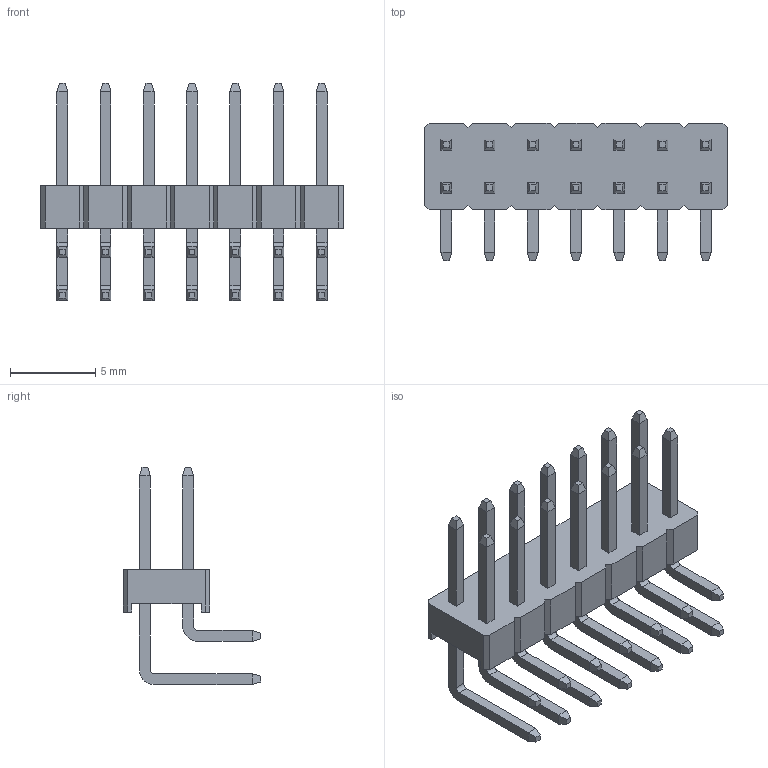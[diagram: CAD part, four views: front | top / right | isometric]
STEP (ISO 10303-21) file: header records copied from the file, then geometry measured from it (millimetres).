
FILE_DESCRIPTION (( 'STEP AP214' ), '1' );
FILE_NAME ('846699BD-0794-4B14-A3AD-45EDE1B465FD.STEP', '2023-03-09T21:59:50', ( '' ), ( '' ), 'SwSTEP 2.0', 'SolidWorks 2022', '' );
FILE_SCHEMA (( 'AUTOMOTIVE_DESIGN' ));
Length unit declared in the file: millimetre
Products named in the file (1): 846699BD-0794-4B14-A3AD-45EDE1B465FD
Bounding box: 17.78 x 8.08 x 12.76 mm (x, y, z)
Volume: 268 mm3; surface area: 814.7 mm2
Topology: 1 solids, 1 shells, 358 faces, 872 edges, 544 vertices
Faces by surface type: plane 330, cylinder 28
Entity records: 10760 total; most frequent: CARTESIAN_POINT 1775, ORIENTED_EDGE 1744, DIRECTION 1646, EDGE_CURVE 872, LINE 816, VECTOR 816, VERTEX_POINT 544, AXIS2_PLACEMENT_3D 415
